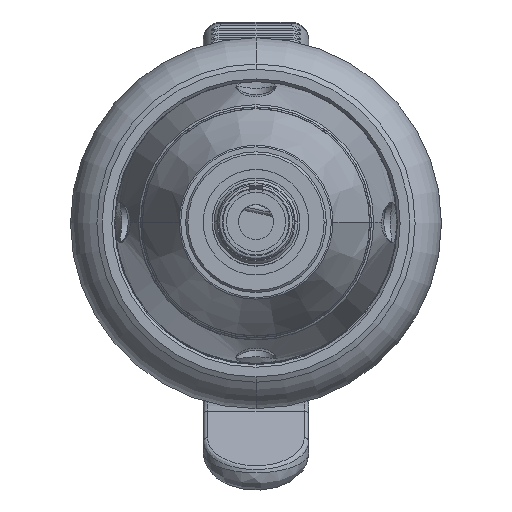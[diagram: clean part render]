
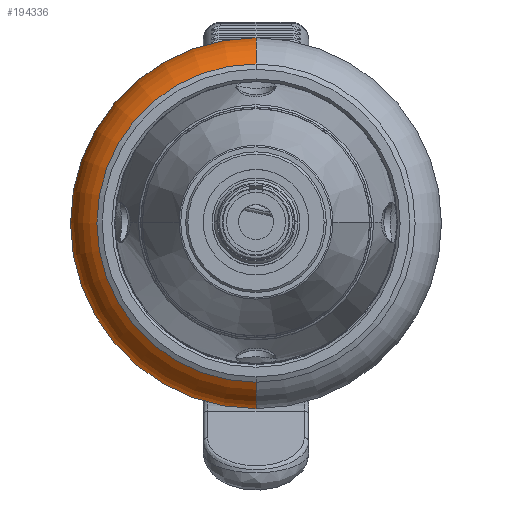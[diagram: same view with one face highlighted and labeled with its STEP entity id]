
A CAD part, top view. The second image highlights one B-rep face of the part: STEP entity #194336.
In plain terms, the highlighted toroidal (fillet/blend) face has major radius 15.1 mm and minor radius 6 mm.
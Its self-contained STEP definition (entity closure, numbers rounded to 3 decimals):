
#70592=CARTESIAN_POINT('',(0.,15.1,97.457));
#70593=DIRECTION('',(1.,0.,0.));
#70594=DIRECTION('',(0.,0.768,-0.641));
#70595=AXIS2_PLACEMENT_3D('',#70592,#70593,#70594);
#70600=CARTESIAN_POINT('',(0.,-15.1,97.457));
#70601=DIRECTION('',(-1.,0.,0.));
#70602=DIRECTION('',(0.,-0.768,-0.641));
#70603=AXIS2_PLACEMENT_3D('',#70600,#70601,#70602);
#70608=CARTESIAN_POINT('',(0.,0.,93.613));
#70609=DIRECTION('',(0.,0.,1.));
#70610=DIRECTION('',(0.,1.,0.));
#70611=AXIS2_PLACEMENT_3D('',#70608,#70609,#70610);
#70646=CARTESIAN_POINT('',(0.,0.,102.654));
#70647=DIRECTION('',(0.,0.,1.));
#70648=DIRECTION('',(0.,1.,0.));
#70649=AXIS2_PLACEMENT_3D('',#70646,#70647,#70648);
#71049=CARTESIAN_POINT('',(0.,19.706,93.613));
#71051=VERTEX_POINT('',#71049);
#71052=CARTESIAN_POINT('',(0.,18.1,102.654));
#71053=VERTEX_POINT('',#71052);
#71055=CARTESIAN_POINT('',(0.,-19.706,93.613));
#71057=VERTEX_POINT('',#71055);
#71058=CARTESIAN_POINT('',(0.,-18.1,102.654));
#71059=VERTEX_POINT('',#71058);
#194322=CARTESIAN_POINT('',(0.,0.,97.457));
#194323=DIRECTION('',(0.,0.,-1.));
#194324=DIRECTION('',(0.,-1.,0.));
#194325=AXIS2_PLACEMENT_3D('',#194322,#194323,#194324);
#194326=TOROIDAL_SURFACE('',#194325,15.1,6.);
#194328=ORIENTED_EDGE('',*,*,#194327,.T.);
#194330=ORIENTED_EDGE('',*,*,#194329,.T.);
#194332=ORIENTED_EDGE('',*,*,#194331,.F.);
#194333=ORIENTED_EDGE('',*,*,#194315,.F.);
#194334=EDGE_LOOP('',(#194328,#194330,#194332,#194333));
#194335=FACE_OUTER_BOUND('',#194334,.F.);
#194336=ADVANCED_FACE('',(#194335),#194326,.T.);
#70596=CIRCLE('',#70595,6.);
#70604=CIRCLE('',#70603,6.);
#70612=CIRCLE('',#70611,19.706);
#70650=CIRCLE('',#70649,18.1);
#194315=EDGE_CURVE('',#71051,#71057,#70612,.T.);
#194327=EDGE_CURVE('',#71051,#71053,#70596,.T.);
#194329=EDGE_CURVE('',#71053,#71059,#70650,.T.);
#194331=EDGE_CURVE('',#71057,#71059,#70604,.T.);
